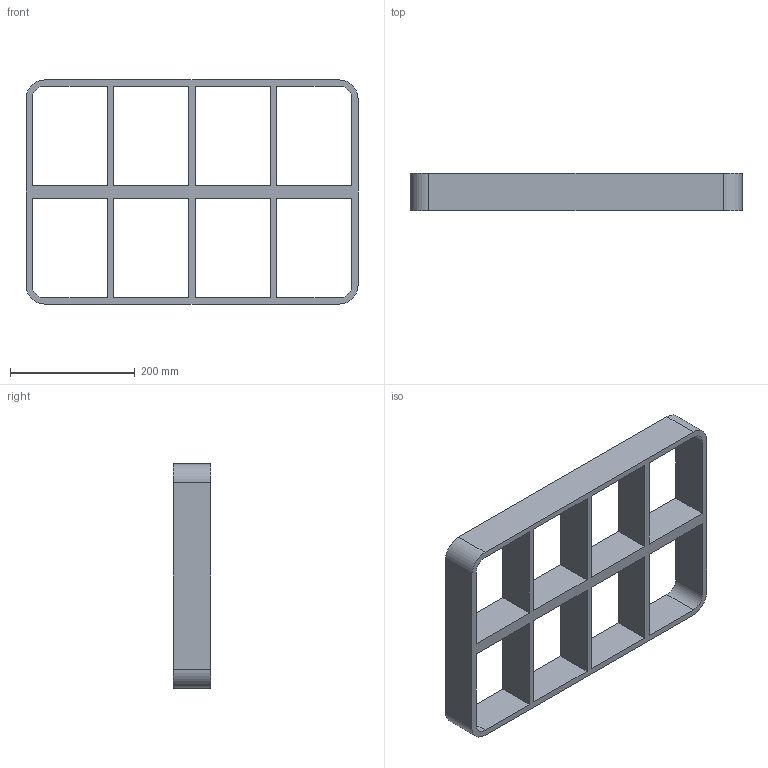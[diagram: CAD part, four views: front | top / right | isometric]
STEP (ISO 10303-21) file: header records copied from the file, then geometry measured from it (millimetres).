
FILE_DESCRIPTION((''),'2;1');
FILE_NAME('SRCR20-4+4X4.stp','2014-10-31T10:27:20',(''),(''),'Autodesk Inventor 2013','Autodesk Inventor 2013','');
FILE_SCHEMA(('AUTOMOTIVE_DESIGN { 1 0 10303 214 1 1 1 1 }'));
Length unit declared in the file: millimetre
Products named in the file (1): GH-ISO
Bounding box: 532 x 60 x 359 mm (x, y, z)
Volume: 2208047.8 mm3; surface area: 444171.1 mm2
Topology: 1 solids, 1 shells, 46 faces, 132 edges, 88 vertices
Faces by surface type: plane 38, cylinder 8
Entity records: 1550 total; most frequent: CARTESIAN_POINT 267, ORIENTED_EDGE 264, DIRECTION 242, EDGE_CURVE 132, VECTOR 116, LINE 116, VERTEX_POINT 88, AXIS2_PLACEMENT_3D 63
